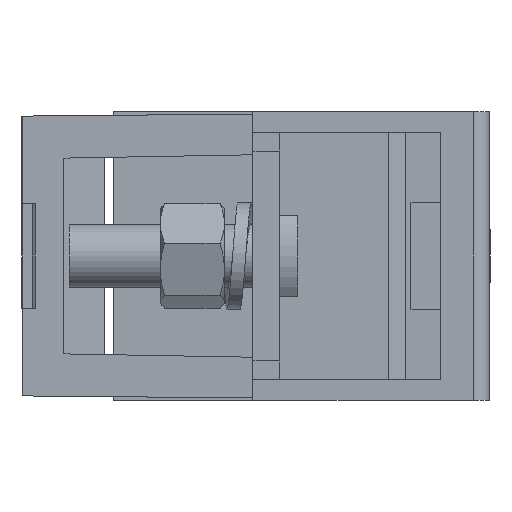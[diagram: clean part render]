
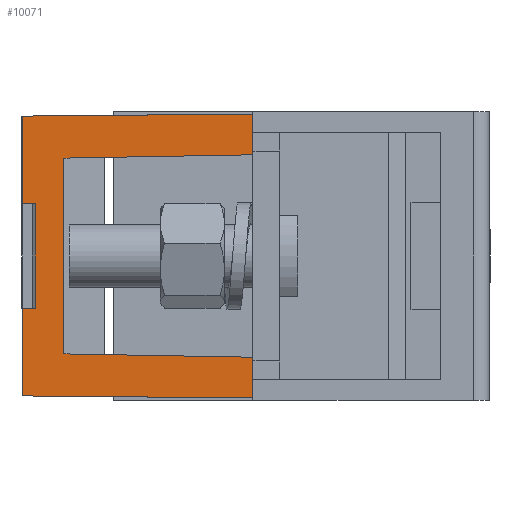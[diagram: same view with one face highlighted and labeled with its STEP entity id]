
A CAD part, left-side view. The second image highlights one B-rep face of the part: STEP entity #10071.
In plain terms, the highlighted planar face has unit normal (-1, 0.009, 0).
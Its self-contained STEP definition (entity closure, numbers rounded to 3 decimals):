
#23 = CARTESIAN_POINT ( 'NONE',  ( -140.693, 67.113, 196.65 ) ) ;
#175 = VERTEX_POINT ( 'NONE', #6484 ) ;
#207 = DIRECTION ( 'NONE',  ( 0., 0., 1. ) ) ;
#244 = CARTESIAN_POINT ( 'NONE',  ( -140.763, 59.113, 188.65 ) ) ;
#395 = ORIENTED_EDGE ( 'NONE', *, *, #10273, .T. ) ;
#542 = ORIENTED_EDGE ( 'NONE', *, *, #6013, .T. ) ;
#746 = VERTEX_POINT ( 'NONE', #4769 ) ;
#955 = CARTESIAN_POINT ( 'NONE',  ( -141.076, 23.263, 150.724 ) ) ;
#1212 = VERTEX_POINT ( 'NONE', #9751 ) ;
#1226 = DIRECTION ( 'NONE',  ( 0., 0., -1. ) ) ;
#1415 = DIRECTION ( 'NONE',  ( -0.009, -1., 0. ) ) ;
#1483 = LINE ( 'NONE', #3350, #7838 ) ;
#1591 = EDGE_CURVE ( 'NONE', #5734, #6713, #6995, .T. ) ;
#1617 = EDGE_CURVE ( 'NONE', #1212, #10686, #8033, .T. ) ;
#1751 = ORIENTED_EDGE ( 'NONE', *, *, #1591, .T. ) ;
#1809 = CARTESIAN_POINT ( 'NONE',  ( -140.715, 64.555, 180. ) ) ;
#1860 = VECTOR ( 'NONE', #1226, 1000. ) ;
#2182 = CARTESIAN_POINT ( 'NONE',  ( -140.693, 67.113, 143.35 ) ) ;
#2311 = PLANE ( 'NONE',  #3950 ) ;
#2326 = CARTESIAN_POINT ( 'NONE',  ( -140.715, 64.555, 160. ) ) ;
#2342 = EDGE_CURVE ( 'NONE', #5734, #1212, #3399, .T. ) ;
#2347 = CARTESIAN_POINT ( 'NONE',  ( -140.693, 67.113, 160. ) ) ;
#2717 = CARTESIAN_POINT ( 'NONE',  ( -140.693, 67.113, 160. ) ) ;
#2804 = VERTEX_POINT ( 'NONE', #6279 ) ;
#2913 = VERTEX_POINT ( 'NONE', #5494 ) ;
#2925 = VERTEX_POINT ( 'NONE', #2717 ) ;
#3191 = ORIENTED_EDGE ( 'NONE', *, *, #11197, .T. ) ;
#3350 = CARTESIAN_POINT ( 'NONE',  ( -141.076, 23.263, 143.35 ) ) ;
#3399 = LINE ( 'NONE', #6244, #5795 ) ;
#3432 = ORIENTED_EDGE ( 'NONE', *, *, #7764, .F. ) ;
#3601 = EDGE_CURVE ( 'NONE', #2925, #6713, #4474, .T. ) ;
#3637 = VECTOR ( 'NONE', #207, 1000. ) ;
#3661 = CARTESIAN_POINT ( 'NONE',  ( -141.076, 23.263, 143.35 ) ) ;
#3673 = ORIENTED_EDGE ( 'NONE', *, *, #1617, .F. ) ;
#3698 = EDGE_LOOP ( 'NONE', ( #3673, #7050, #1751, #9886, #3191, #3432, #4455, #542, #6437, #395, #5370, #6710 ) ) ;
#3950 = AXIS2_PLACEMENT_3D ( 'NONE', #2182, #6393, #1415 ) ;
#4096 = LINE ( 'NONE', #10070, #8572 ) ;
#4311 = VECTOR ( 'NONE', #5656, 1000. ) ;
#4396 = VECTOR ( 'NONE', #12120, 1000. ) ;
#4405 = LINE ( 'NONE', #5256, #10271 ) ;
#4455 = ORIENTED_EDGE ( 'NONE', *, *, #8635, .T. ) ;
#4468 = VERTEX_POINT ( 'NONE', #244 ) ;
#4474 = LINE ( 'NONE', #2347, #4396 ) ;
#4620 = CARTESIAN_POINT ( 'NONE',  ( -140.694, 66.971, 151.487 ) ) ;
#4690 = VERTEX_POINT ( 'NONE', #955 ) ;
#4769 = CARTESIAN_POINT ( 'NONE',  ( -141.076, 23.263, 197.033 ) ) ;
#4892 = EDGE_CURVE ( 'NONE', #10686, #746, #4096, .T. ) ;
#5089 = VERTEX_POINT ( 'NONE', #10889 ) ;
#5135 = DIRECTION ( 'NONE',  ( -0.009, -1., 0.009 ) ) ;
#5256 = CARTESIAN_POINT ( 'NONE',  ( -140.693, 67.113, 143.35 ) ) ;
#5370 = ORIENTED_EDGE ( 'NONE', *, *, #8233, .F. ) ;
#5494 = CARTESIAN_POINT ( 'NONE',  ( -141.076, 23.263, 142.967 ) ) ;
#5656 = DIRECTION ( 'NONE',  ( 0., 0., 1. ) ) ;
#5734 = VERTEX_POINT ( 'NONE', #1809 ) ;
#5795 = VECTOR ( 'NONE', #7361, 1000. ) ;
#6013 = EDGE_CURVE ( 'NONE', #4690, #5089, #8515, .T. ) ;
#6170 = EDGE_CURVE ( 'NONE', #5089, #4468, #9210, .T. ) ;
#6244 = CARTESIAN_POINT ( 'NONE',  ( -140.693, 67.113, 180. ) ) ;
#6279 = CARTESIAN_POINT ( 'NONE',  ( -140.693, 67.113, 143.35 ) ) ;
#6393 = DIRECTION ( 'NONE',  ( -1., 0.009, 0. ) ) ;
#6437 = ORIENTED_EDGE ( 'NONE', *, *, #6170, .T. ) ;
#6484 = CARTESIAN_POINT ( 'NONE',  ( -141.076, 23.263, 189.276 ) ) ;
#6710 = ORIENTED_EDGE ( 'NONE', *, *, #4892, .F. ) ;
#6713 = VERTEX_POINT ( 'NONE', #2326 ) ;
#6995 = LINE ( 'NONE', #10095, #1860 ) ;
#7050 = ORIENTED_EDGE ( 'NONE', *, *, #2342, .F. ) ;
#7361 = DIRECTION ( 'NONE',  ( 0.009, 1., 0. ) ) ;
#7376 = FACE_OUTER_BOUND ( 'NONE', #3698, .T. ) ;
#7743 = LINE ( 'NONE', #3661, #4311 ) ;
#7764 = EDGE_CURVE ( 'NONE', #2913, #2804, #4405, .T. ) ;
#7838 = VECTOR ( 'NONE', #10349, 1000. ) ;
#8033 = LINE ( 'NONE', #11961, #11768 ) ;
#8233 = EDGE_CURVE ( 'NONE', #746, #175, #1483, .T. ) ;
#8515 = LINE ( 'NONE', #4620, #10875 ) ;
#8572 = VECTOR ( 'NONE', #5135, 1000. ) ;
#8635 = EDGE_CURVE ( 'NONE', #2913, #4690, #7743, .T. ) ;
#8864 = DIRECTION ( 'NONE',  ( 0., 0., -1. ) ) ;
#8995 = LINE ( 'NONE', #9839, #11002 ) ;
#9210 = LINE ( 'NONE', #12117, #3637 ) ;
#9559 = LINE ( 'NONE', #11434, #10583 ) ;
#9751 = CARTESIAN_POINT ( 'NONE',  ( -140.693, 67.113, 180. ) ) ;
#9839 = CARTESIAN_POINT ( 'NONE',  ( -140.693, 67.113, 143.35 ) ) ;
#9886 = ORIENTED_EDGE ( 'NONE', *, *, #3601, .F. ) ;
#10070 = CARTESIAN_POINT ( 'NONE',  ( -140.689, 67.578, 196.646 ) ) ;
#10071 = ADVANCED_FACE ( 'NONE', ( #7376 ), #2311, .T. ) ;
#10095 = CARTESIAN_POINT ( 'NONE',  ( -140.715, 64.555, 143.35 ) ) ;
#10271 = VECTOR ( 'NONE', #12054, 1000. ) ;
#10273 = EDGE_CURVE ( 'NONE', #4468, #175, #9559, .T. ) ;
#10346 = DIRECTION ( 'NONE',  ( -0.009, -1., 0.017 ) ) ;
#10349 = DIRECTION ( 'NONE',  ( 0., 0., -1. ) ) ;
#10583 = VECTOR ( 'NONE', #10346, 1000. ) ;
#10686 = VERTEX_POINT ( 'NONE', #23 ) ;
#10875 = VECTOR ( 'NONE', #12393, 1000. ) ;
#10889 = CARTESIAN_POINT ( 'NONE',  ( -140.763, 59.113, 151.35 ) ) ;
#11002 = VECTOR ( 'NONE', #8864, 1000. ) ;
#11197 = EDGE_CURVE ( 'NONE', #2925, #2804, #8995, .T. ) ;
#11434 = CARTESIAN_POINT ( 'NONE',  ( -140.686, 67.901, 188.497 ) ) ;
#11768 = VECTOR ( 'NONE', #12364, 1000. ) ;
#11961 = CARTESIAN_POINT ( 'NONE',  ( -140.693, 67.113, 143.35 ) ) ;
#12054 = DIRECTION ( 'NONE',  ( 0.009, 1., 0.009 ) ) ;
#12117 = CARTESIAN_POINT ( 'NONE',  ( -140.763, 59.113, 143.35 ) ) ;
#12120 = DIRECTION ( 'NONE',  ( -0.009, -1., 0. ) ) ;
#12364 = DIRECTION ( 'NONE',  ( 0., 0., 1. ) ) ;
#12393 = DIRECTION ( 'NONE',  ( 0.009, 1., 0.017 ) ) ;
